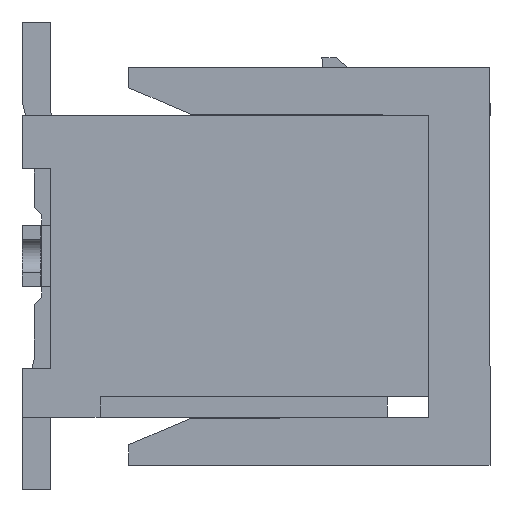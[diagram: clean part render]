
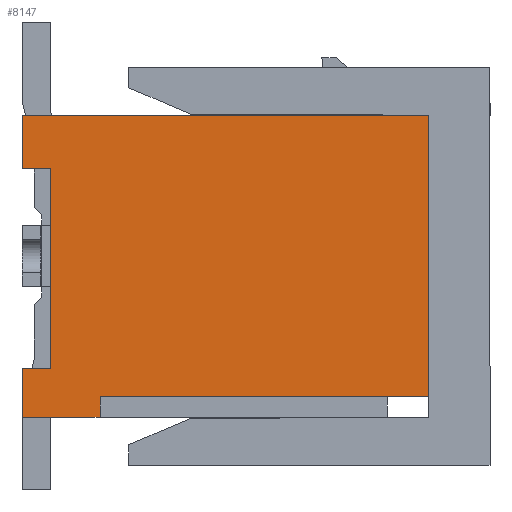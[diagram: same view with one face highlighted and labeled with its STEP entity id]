
A CAD part, left-side view. The second image highlights one B-rep face of the part: STEP entity #8147.
In plain terms, the highlighted planar face has unit normal (-1, 0, 0).
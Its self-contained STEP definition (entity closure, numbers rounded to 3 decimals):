
#969=ORIENTED_EDGE('',*,*,#3154,.F.);
#970=ORIENTED_EDGE('',*,*,#3152,.F.);
#971=ORIENTED_EDGE('',*,*,#3248,.F.);
#972=ORIENTED_EDGE('',*,*,#3249,.F.);
#973=ORIENTED_EDGE('',*,*,#3237,.T.);
#974=ORIENTED_EDGE('',*,*,#2689,.T.);
#975=ORIENTED_EDGE('',*,*,#3250,.T.);
#976=ORIENTED_EDGE('',*,*,#3112,.F.);
#977=ORIENTED_EDGE('',*,*,#3116,.F.);
#978=ORIENTED_EDGE('',*,*,#3053,.F.);
#2689=EDGE_CURVE('',#3881,#3880,#4672,.T.);
#3053=EDGE_CURVE('',#4208,#4209,#5012,.T.);
#3112=EDGE_CURVE('',#4262,#4263,#5071,.T.);
#3116=EDGE_CURVE('',#4209,#4262,#5075,.T.);
#3152=EDGE_CURVE('',#4286,#4280,#5111,.T.);
#3154=EDGE_CURVE('',#4280,#4208,#5112,.T.);
#3237=EDGE_CURVE('',#4347,#3881,#5195,.T.);
#3248=EDGE_CURVE('',#4352,#4286,#5206,.T.);
#3249=EDGE_CURVE('',#4347,#4352,#5207,.T.);
#3250=EDGE_CURVE('',#3880,#4263,#5208,.T.);
#3880=VERTEX_POINT('',#11324);
#3881=VERTEX_POINT('',#11326);
#4208=VERTEX_POINT('',#12071);
#4209=VERTEX_POINT('',#12073);
#4262=VERTEX_POINT('',#12191);
#4263=VERTEX_POINT('',#12193);
#4280=VERTEX_POINT('',#12249);
#4286=VERTEX_POINT('',#12261);
#4347=VERTEX_POINT('',#12416);
#4352=VERTEX_POINT('',#12434);
#4672=LINE('',#11325,#5799);
#5012=LINE('',#12072,#6139);
#5071=LINE('',#12192,#6198);
#5075=LINE('',#12199,#6202);
#5111=LINE('',#12262,#6238);
#5112=LINE('',#12265,#6239);
#5195=LINE('',#12415,#6322);
#5206=LINE('',#12435,#6333);
#5207=LINE('',#12437,#6334);
#5208=LINE('',#12438,#6335);
#5799=VECTOR('',#9133,1000.);
#6139=VECTOR('',#9631,1000.);
#6198=VECTOR('',#9704,1000.);
#6202=VECTOR('',#9710,1000.);
#6238=VECTOR('',#9756,1000.);
#6239=VECTOR('',#9761,1000.);
#6322=VECTOR('',#9858,1000.);
#6333=VECTOR('',#9875,1000.);
#6334=VECTOR('',#9878,1000.);
#6335=VECTOR('',#9879,1000.);
#6940=EDGE_LOOP('',(#969,#970,#971,#972,#973,#974,#975,#976,#977,#978));
#7375=FACE_BOUND('',#6940,.T.);
#7778=PLANE('',#8623);
#8147=ADVANCED_FACE('',(#7375),#7778,.T.);
#8623=AXIS2_PLACEMENT_3D('',#12436,#9876,#9877);
#9133=DIRECTION('',(0.,0.,1.));
#9631=DIRECTION('',(0.,0.,1.));
#9704=DIRECTION('',(0.,0.,1.));
#9710=DIRECTION('',(0.,1.,0.));
#9756=DIRECTION('',(0.,0.,1.));
#9761=DIRECTION('',(0.,-1.,0.));
#9858=DIRECTION('',(0.,-1.,0.));
#9875=DIRECTION('',(0.,1.,0.));
#9876=DIRECTION('',(-1.,0.,0.));
#9877=DIRECTION('',(0.,0.,1.));
#9878=DIRECTION('',(0.,0.,-1.));
#9879=DIRECTION('',(0.,1.,0.));
#11324=CARTESIAN_POINT('',(-12.35,-4.95,3.68));
#11325=CARTESIAN_POINT('',(-12.35,-4.95,-3.68));
#11326=CARTESIAN_POINT('',(-12.35,-4.95,-3.18));
#12071=CARTESIAN_POINT('',(-12.35,4.25,-2.48));
#12072=CARTESIAN_POINT('',(-12.35,4.25,-2.48));
#12073=CARTESIAN_POINT('',(-12.35,4.25,2.37));
#12191=CARTESIAN_POINT('',(-12.35,4.95,2.37));
#12192=CARTESIAN_POINT('',(-12.35,4.95,-3.68));
#12193=CARTESIAN_POINT('',(-12.35,4.95,3.68));
#12199=CARTESIAN_POINT('',(-12.35,4.25,2.37));
#12249=CARTESIAN_POINT('',(-12.35,4.95,-2.48));
#12261=CARTESIAN_POINT('',(-12.35,4.95,-3.68));
#12262=CARTESIAN_POINT('',(-12.35,4.95,-3.68));
#12265=CARTESIAN_POINT('',(-12.35,4.95,-2.48));
#12415=CARTESIAN_POINT('',(-12.35,-4.95,-3.18));
#12416=CARTESIAN_POINT('',(-12.35,3.05,-3.18));
#12434=CARTESIAN_POINT('',(-12.35,3.05,-3.68));
#12435=CARTESIAN_POINT('',(-12.35,-4.95,-3.68));
#12436=CARTESIAN_POINT('',(-12.35,-4.95,-3.68));
#12437=CARTESIAN_POINT('',(-12.35,3.05,-3.18));
#12438=CARTESIAN_POINT('',(-12.35,-4.95,3.68));
